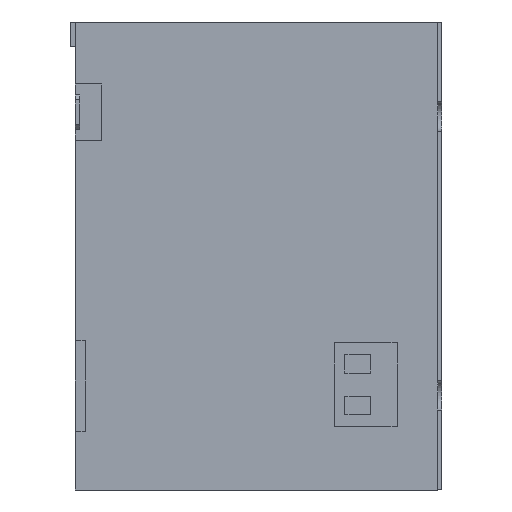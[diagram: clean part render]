
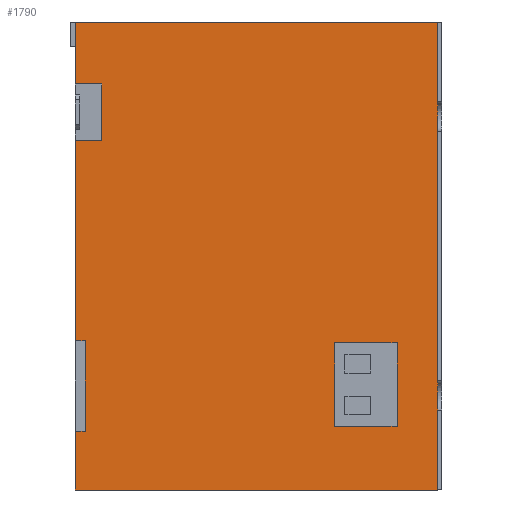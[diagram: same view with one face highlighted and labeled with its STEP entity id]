
A CAD part, left-side view. The second image highlights one B-rep face of the part: STEP entity #1790.
In plain terms, the highlighted planar face has unit normal (-1, 0, 0).
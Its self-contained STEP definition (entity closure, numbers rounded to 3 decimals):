
#2 = EDGE_CURVE ( 'Defeature ausgef�hrt1_44+Defeature ausgef�hrt1_14+Defeature ausgef�hrt1_36+Defeature ausgef�hrt1_42', #6589, #5671, #3135, .T. ) ;
#41 = EDGE_CURVE ( 'Defeature ausgef�hrt1_14+Defeature ausgef�hrt1_2+Defeature ausgef�hrt1_21+Defeature ausgef�hrt1_11', #1825, #3193, #7071, .T. ) ;
#203 = VECTOR ( 'NONE', #6512, 1000. ) ;
#253 = ORIENTED_EDGE ( 'NONE', *, *, #41, .T. ) ;
#315 = DIRECTION ( 'NONE',  ( -1., 0., 0. ) ) ;
#359 = CARTESIAN_POINT ( 'NONE',  ( -49.25, 66., 31.35 ) ) ;
#410 = LINE ( 'NONE', #5408, #3019 ) ;
#456 = CARTESIAN_POINT ( 'NONE',  ( -49.25, 66., 42.65 ) ) ;
#482 = VERTEX_POINT ( 'NONE', #662 ) ;
#594 = ORIENTED_EDGE ( 'NONE', *, *, #4087, .T. ) ;
#638 = CARTESIAN_POINT ( 'NONE',  ( -49.25, 61.2, 31.35 ) ) ;
#662 = CARTESIAN_POINT ( 'NONE',  ( -49.25, 64.2, -15.45 ) ) ;
#774 = CARTESIAN_POINT ( 'NONE',  ( -49.25, 66., -15.83 ) ) ;
#847 = VECTOR ( 'NONE', #3569, 1000. ) ;
#1009 = VECTOR ( 'NONE', #2274, 1000. ) ;
#1012 = LINE ( 'NONE', #6366, #7691 ) ;
#1014 = LINE ( 'NONE', #3103, #7287 ) ;
#1077 = CARTESIAN_POINT ( 'NONE',  ( -49.25, 64.2, -31.95 ) ) ;
#1128 = DIRECTION ( 'NONE',  ( 0., 0., -1. ) ) ;
#1202 = VECTOR ( 'NONE', #6201, 1000. ) ;
#1205 = VECTOR ( 'NONE', #7556, 1000. ) ;
#1280 = EDGE_CURVE ( 'Defeature ausgef�hrt1_14+Defeature ausgef�hrt1_11+Defeature ausgef�hrt1_2+Defeature ausgef�hrt1_7', #3193, #5708, #8227, .T. ) ;
#1350 = VERTEX_POINT ( 'NONE', #359 ) ;
#1539 = VERTEX_POINT ( 'NONE', #2578 ) ;
#1550 = LINE ( 'NONE', #6090, #6390 ) ;
#1688 = DIRECTION ( 'NONE',  ( 0., 1., 0. ) ) ;
#1777 = DIRECTION ( 'NONE',  ( 0., 0., -1. ) ) ;
#1781 = ORIENTED_EDGE ( 'NONE', *, *, #6009, .F. ) ;
#1787 = LINE ( 'NONE', #5804, #203 ) ;
#1790 = ADVANCED_FACE ( 'Defeature ausgef�hrt1_14', ( #2233, #5448 ), #4243, .T. ) ;
#1806 = LINE ( 'NONE', #774, #6653 ) ;
#1819 = CARTESIAN_POINT ( 'NONE',  ( -49.25, 64.2, -31.95 ) ) ;
#1825 = VERTEX_POINT ( 'NONE', #4890 ) ;
#1872 = VECTOR ( 'NONE', #3585, 1000. ) ;
#1964 = CARTESIAN_POINT ( 'NONE',  ( -49.25, 18.707, -31.07 ) ) ;
#2036 = VECTOR ( 'NONE', #7670, 1000. ) ;
#2125 = VERTEX_POINT ( 'NONE', #4405 ) ;
#2165 = ORIENTED_EDGE ( 'NONE', *, *, #5571, .T. ) ;
#2230 = VECTOR ( 'NONE', #7163, 1000. ) ;
#2233 = FACE_BOUND ( 'NONE', #5425, .T. ) ;
#2274 = DIRECTION ( 'NONE',  ( 0., 0., -1. ) ) ;
#2412 = VERTEX_POINT ( 'NONE', #7390 ) ;
#2448 = VERTEX_POINT ( 'NONE', #4187 ) ;
#2457 = ORIENTED_EDGE ( 'NONE', *, *, #5480, .T. ) ;
#2473 = CARTESIAN_POINT ( 'NONE',  ( -49.25, 66., 42.65 ) ) ;
#2578 = CARTESIAN_POINT ( 'NONE',  ( -49.25, 7.4, -31.07 ) ) ;
#2714 = DIRECTION ( 'NONE',  ( 0., 1., 0. ) ) ;
#2846 = ORIENTED_EDGE ( 'NONE', *, *, #3864, .F. ) ;
#2929 = CARTESIAN_POINT ( 'NONE',  ( -49.25, 66., -42.65 ) ) ;
#2934 = ORIENTED_EDGE ( 'NONE', *, *, #5020, .T. ) ;
#2940 = LINE ( 'NONE', #3118, #2036 ) ;
#2949 = CARTESIAN_POINT ( 'NONE',  ( -49.25, 0., 42.65 ) ) ;
#2967 = LINE ( 'NONE', #8236, #4873 ) ;
#3019 = VECTOR ( 'NONE', #1688, 1000. ) ;
#3064 = VERTEX_POINT ( 'NONE', #1964 ) ;
#3103 = CARTESIAN_POINT ( 'NONE',  ( -49.25, 66., 42.65 ) ) ;
#3118 = CARTESIAN_POINT ( 'NONE',  ( -49.25, 7.4, 42.65 ) ) ;
#3135 = LINE ( 'NONE', #7511, #1202 ) ;
#3193 = VERTEX_POINT ( 'NONE', #5336 ) ;
#3377 = EDGE_CURVE ( 'Defeature ausgef�hrt1_7+Defeature ausgef�hrt1_14+Defeature ausgef�hrt1_9+Defeature ausgef�hrt1_11', #2125, #5708, #5914, .T. ) ;
#3445 = CARTESIAN_POINT ( 'NONE',  ( -49.25, 64.2, 31.35 ) ) ;
#3569 = DIRECTION ( 'NONE',  ( 0., -1., 0. ) ) ;
#3585 = DIRECTION ( 'NONE',  ( 0., 0., -1. ) ) ;
#3806 = CARTESIAN_POINT ( 'NONE',  ( -49.25, 64.2, 21.05 ) ) ;
#3864 = EDGE_CURVE ( 'Defeature ausgef�hrt1_24+Defeature ausgef�hrt1_14+Defeature ausgef�hrt1_21+Defeature ausgef�hrt1_23', #6901, #482, #1550, .T. ) ;
#3942 = LINE ( 'NONE', #3806, #2230 ) ;
#4059 = ORIENTED_EDGE ( 'NONE', *, *, #3377, .F. ) ;
#4087 = EDGE_CURVE ( 'Defeature ausgef�hrt1_14+Defeature ausgef�hrt1_2+Defeature ausgef�hrt1_9+Defeature ausgef�hrt1_42', #4879, #1350, #2967, .T. ) ;
#4187 = CARTESIAN_POINT ( 'NONE',  ( -49.25, 66., -15.45 ) ) ;
#4196 = CARTESIAN_POINT ( 'NONE',  ( -49.25, 66., 42.65 ) ) ;
#4243 = PLANE ( 'NONE',  #6891 ) ;
#4405 = CARTESIAN_POINT ( 'NONE',  ( -49.25, 0., 42.65 ) ) ;
#4622 = CARTESIAN_POINT ( 'NONE',  ( -49.25, 7.4, -15.83 ) ) ;
#4648 = VECTOR ( 'NONE', #8364, 1000. ) ;
#4658 = DIRECTION ( 'NONE',  ( 0., 1., 0. ) ) ;
#4768 = ORIENTED_EDGE ( 'NONE', *, *, #7857, .F. ) ;
#4776 = ORIENTED_EDGE ( 'NONE', *, *, #6890, .F. ) ;
#4799 = DIRECTION ( 'NONE',  ( 0., 0., 1. ) ) ;
#4873 = VECTOR ( 'NONE', #1128, 1000. ) ;
#4879 = VERTEX_POINT ( 'NONE', #2473 ) ;
#4890 = CARTESIAN_POINT ( 'NONE',  ( -49.25, 66., -31.95 ) ) ;
#4942 = EDGE_CURVE ( 'NONE', #3064, #7865, #7499, .T. ) ;
#5020 = EDGE_CURVE ( 'Defeature ausgef�hrt1_14+Defeature ausgef�hrt1_36+Defeature ausgef�hrt1_44+Defeature ausgef�hrt1_2', #6589, #2412, #3942, .T. ) ;
#5172 = ORIENTED_EDGE ( 'NONE', *, *, #5765, .F. ) ;
#5219 = CARTESIAN_POINT ( 'NONE',  ( -49.25, 18.707, -15.83 ) ) ;
#5325 = EDGE_CURVE ( 'Defeature ausgef�hrt1_14+Defeature ausgef�hrt1_21+Defeature ausgef�hrt1_24+Defeature ausgef�hrt1_2', #6901, #1825, #6453, .T. ) ;
#5336 = CARTESIAN_POINT ( 'NONE',  ( -49.25, 66., -42.65 ) ) ;
#5345 = ORIENTED_EDGE ( 'NONE', *, *, #1280, .T. ) ;
#5373 = CARTESIAN_POINT ( 'NONE',  ( -49.25, 61.2, 21.05 ) ) ;
#5408 = CARTESIAN_POINT ( 'NONE',  ( -49.25, 66., -31.07 ) ) ;
#5425 = EDGE_LOOP ( 'NONE', ( #5172, #2457, #7361, #6469 ) ) ;
#5448 = FACE_OUTER_BOUND ( 'NONE', #8240, .T. ) ;
#5480 = EDGE_CURVE ( 'Defeature ausgef�hrt1_14+Defeature ausgef�hrt1_0+Defeature ausgef�hrt1_0+Defeature ausgef�hrt1_0', #5731, #1539, #2940, .T. ) ;
#5571 = EDGE_CURVE ( 'Defeature ausgef�hrt1_14+Defeature ausgef�hrt1_2+Defeature ausgef�hrt1_36+Defeature ausgef�hrt1_23', #2412, #2448, #1012, .T. ) ;
#5671 = VERTEX_POINT ( 'NONE', #638 ) ;
#5708 = VERTEX_POINT ( 'NONE', #7264 ) ;
#5731 = VERTEX_POINT ( 'NONE', #4622 ) ;
#5765 = EDGE_CURVE ( 'Defeature ausgef�hrt1_0+Defeature ausgef�hrt1_14+Defeature ausgef�hrt1_14+Defeature ausgef�hrt1_14', #5731, #7865, #1806, .T. ) ;
#5804 = CARTESIAN_POINT ( 'NONE',  ( -49.25, 64.2, -15.45 ) ) ;
#5835 = LINE ( 'NONE', #3445, #6547 ) ;
#5914 = LINE ( 'NONE', #2949, #1872 ) ;
#5919 = ORIENTED_EDGE ( 'NONE', *, *, #5325, .T. ) ;
#6009 = EDGE_CURVE ( 'Defeature ausgef�hrt1_42+Defeature ausgef�hrt1_14+Defeature ausgef�hrt1_44+Defeature ausgef�hrt1_2', #5671, #1350, #5835, .T. ) ;
#6090 = CARTESIAN_POINT ( 'NONE',  ( -49.25, 64.2, -31.95 ) ) ;
#6172 = EDGE_CURVE ( 'NONE', #1539, #3064, #410, .T. ) ;
#6201 = DIRECTION ( 'NONE',  ( 0., 0., 1. ) ) ;
#6366 = CARTESIAN_POINT ( 'NONE',  ( -49.25, 66., 42.65 ) ) ;
#6390 = VECTOR ( 'NONE', #7980, 1000. ) ;
#6453 = LINE ( 'NONE', #1077, #1205 ) ;
#6469 = ORIENTED_EDGE ( 'NONE', *, *, #4942, .T. ) ;
#6512 = DIRECTION ( 'NONE',  ( 0., 1., 0. ) ) ;
#6547 = VECTOR ( 'NONE', #4658, 1000. ) ;
#6589 = VERTEX_POINT ( 'NONE', #5373 ) ;
#6653 = VECTOR ( 'NONE', #2714, 1000. ) ;
#6890 = EDGE_CURVE ( 'Defeature ausgef�hrt1_9+Defeature ausgef�hrt1_14+Defeature ausgef�hrt1_2+Defeature ausgef�hrt1_7', #4879, #2125, #1014, .T. ) ;
#6891 = AXIS2_PLACEMENT_3D ( 'NONE', #4196, #315, #4799 ) ;
#6901 = VERTEX_POINT ( 'NONE', #1819 ) ;
#7071 = LINE ( 'NONE', #456, #1009 ) ;
#7163 = DIRECTION ( 'NONE',  ( 0., 1., 0. ) ) ;
#7264 = CARTESIAN_POINT ( 'NONE',  ( -49.25, 0., -42.65 ) ) ;
#7287 = VECTOR ( 'NONE', #7632, 1000. ) ;
#7361 = ORIENTED_EDGE ( 'NONE', *, *, #6172, .T. ) ;
#7390 = CARTESIAN_POINT ( 'NONE',  ( -49.25, 66., 21.05 ) ) ;
#7499 = LINE ( 'NONE', #7678, #4648 ) ;
#7511 = CARTESIAN_POINT ( 'NONE',  ( -49.25, 61.2, 21.05 ) ) ;
#7556 = DIRECTION ( 'NONE',  ( 0., 1., 0. ) ) ;
#7632 = DIRECTION ( 'NONE',  ( 0., -1., 0. ) ) ;
#7670 = DIRECTION ( 'NONE',  ( 0., 0., -1. ) ) ;
#7678 = CARTESIAN_POINT ( 'NONE',  ( -49.25, 18.707, 42.65 ) ) ;
#7691 = VECTOR ( 'NONE', #1777, 1000. ) ;
#7727 = ORIENTED_EDGE ( 'NONE', *, *, #2, .F. ) ;
#7857 = EDGE_CURVE ( 'Defeature ausgef�hrt1_23+Defeature ausgef�hrt1_14+Defeature ausgef�hrt1_24+Defeature ausgef�hrt1_2', #482, #2448, #1787, .T. ) ;
#7865 = VERTEX_POINT ( 'NONE', #5219 ) ;
#7980 = DIRECTION ( 'NONE',  ( 0., 0., 1. ) ) ;
#8227 = LINE ( 'NONE', #2929, #847 ) ;
#8236 = CARTESIAN_POINT ( 'NONE',  ( -49.25, 66., 42.65 ) ) ;
#8240 = EDGE_LOOP ( 'NONE', ( #1781, #7727, #2934, #2165, #4768, #2846, #5919, #253, #5345, #4059, #4776, #594 ) ) ;
#8364 = DIRECTION ( 'NONE',  ( 0., 0., 1. ) ) ;
